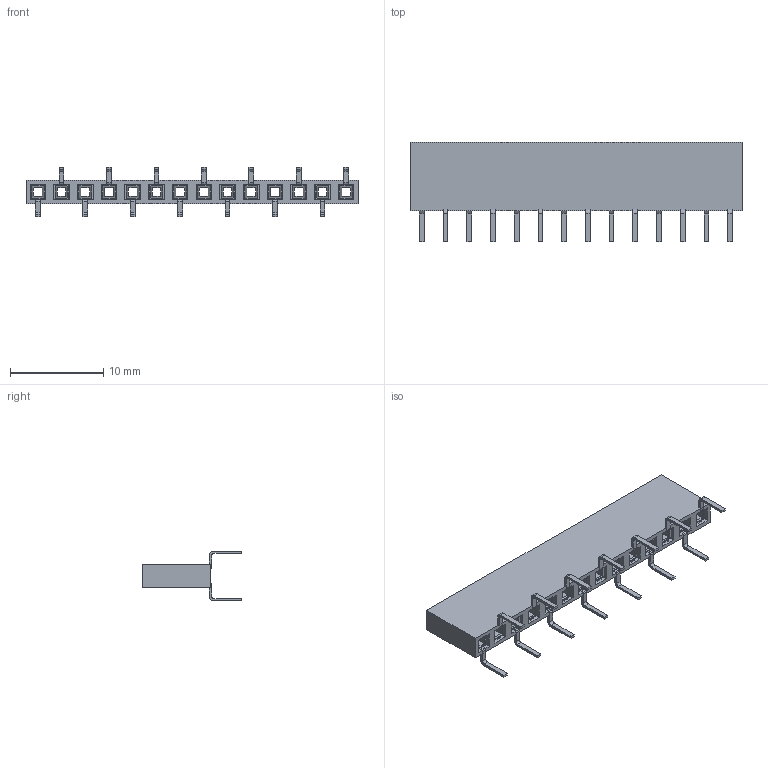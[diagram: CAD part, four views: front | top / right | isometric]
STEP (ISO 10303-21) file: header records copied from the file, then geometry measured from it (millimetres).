
FILE_DESCRIPTION(/* description */ ('STEP AP214'),/* implementation_level */ '2;1');
FILE_NAME(/* name */ 'BCS-114-L-S-PE-BE',/* time_stamp */ '2025-08-29T03:09:27+02:00',/* author */ ('License CC BY-ND 4.0'),/* organization */ ('CADENAS'),/* preprocessor_version */ 'ST-DEVELOPER v19.3',/* originating_system */ 'PARTsolutions',/* authorisation */ ' ');
FILE_SCHEMA (('AUTOMOTIVE_DESIGN {1 0 10303 214 3 1 1}'));
Length unit declared in the file: inch
Products named in the file (4): BCS-114-L-S-PE-BE; BCS-114-S-PE-BE_socket; C-95-01-14-L-S-PE-BE; C-95-01-14-L-S-PE-BE2
Assembly tree (3 placements, depth 2):
  BCS-114-L-S-PE-BE
    BCS-114-S-PE-BE_socket
    C-95-01-14-L-S-PE-BE
    C-95-01-14-L-S-PE-BE2
Bounding box: 35.56 x 10.69 x 5.33 mm (x, y, z)
Volume: 872.1 mm3; surface area: 2473.9 mm2
Topology: 3 solids, 3 shells, 496 faces, 1414 edges, 924 vertices
Faces by surface type: plane 426, cylinder 70
Entity records: 16143 total; most frequent: CARTESIAN_POINT 2838, ORIENTED_EDGE 2828, DIRECTION 2554, EDGE_CURVE 1414, LINE 1274, VECTOR 1274, VERTEX_POINT 924, AXIS2_PLACEMENT_3D 640
